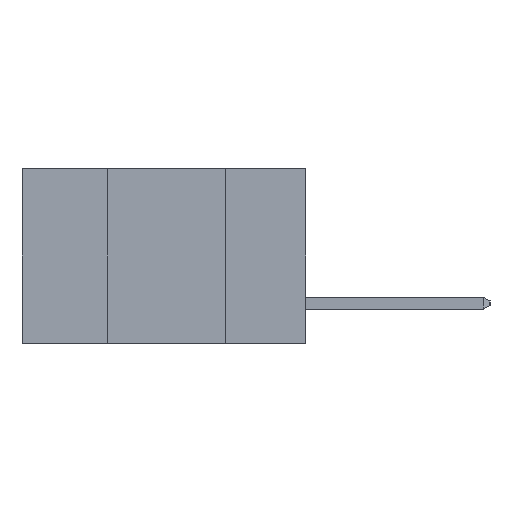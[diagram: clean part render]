
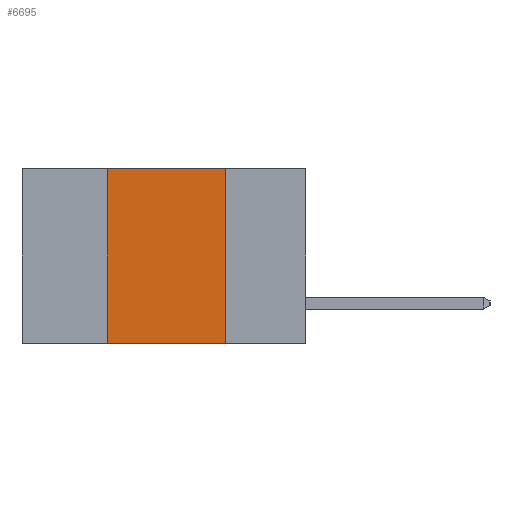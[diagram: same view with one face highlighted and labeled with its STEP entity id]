
A CAD part, left-side view. The second image highlights one B-rep face of the part: STEP entity #6695.
In plain terms, the highlighted planar face has unit normal (-1, 0, 0).
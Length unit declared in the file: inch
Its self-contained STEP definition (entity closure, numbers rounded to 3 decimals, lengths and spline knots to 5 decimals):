
#607 = LINE ( 'NONE', #4290, #5504 ) ;
#726 = CARTESIAN_POINT ( 'NONE',  ( 0., 0.17, 0. ) ) ;
#1321 = LINE ( 'NONE', #4821, #4212 ) ;
#1409 = ORIENTED_EDGE ( 'NONE', *, *, #6996, .T. ) ;
#1758 = VECTOR ( 'NONE', #3101, 39.37008 ) ;
#1847 = VERTEX_POINT ( 'NONE', #3157 ) ;
#1872 = VERTEX_POINT ( 'NONE', #8112 ) ;
#1984 = EDGE_CURVE ( 'NONE', #1847, #7790, #607, .T. ) ;
#2090 = AXIS2_PLACEMENT_3D ( 'NONE', #5111, #5075, #5063 ) ;
#2378 = ORIENTED_EDGE ( 'NONE', *, *, #6852, .F. ) ;
#2779 = ORIENTED_EDGE ( 'NONE', *, *, #1984, .F. ) ;
#3000 = CARTESIAN_POINT ( 'NONE',  ( 0., 0.6, -0.37 ) ) ;
#3101 = DIRECTION ( 'NONE',  ( 0., -1., 0. ) ) ;
#3157 = CARTESIAN_POINT ( 'NONE',  ( 0., 0.42, -0.37 ) ) ;
#3388 = LINE ( 'NONE', #3892, #5132 ) ;
#3880 = DIRECTION ( 'NONE',  ( 0., -1., 0. ) ) ;
#3892 = CARTESIAN_POINT ( 'NONE',  ( 0., 0.6, 0. ) ) ;
#4212 = VECTOR ( 'NONE', #4863, 39.37008 ) ;
#4290 = CARTESIAN_POINT ( 'NONE',  ( 0., 0.42, -0.37 ) ) ;
#4748 = VERTEX_POINT ( 'NONE', #726 ) ;
#4792 = EDGE_LOOP ( 'NONE', ( #5420, #2378, #2779, #1409 ) ) ;
#4821 = CARTESIAN_POINT ( 'NONE',  ( 0., 0.17, -0.37 ) ) ;
#4863 = DIRECTION ( 'NONE',  ( 0., 0., -1. ) ) ;
#5063 = DIRECTION ( 'NONE',  ( 0., 0., -1. ) ) ;
#5075 = DIRECTION ( 'NONE',  ( 1., 0., 0. ) ) ;
#5111 = CARTESIAN_POINT ( 'NONE',  ( 0., 0.6, 0. ) ) ;
#5129 = PLANE ( 'NONE',  #2090 ) ;
#5132 = VECTOR ( 'NONE', #3880, 39.37008 ) ;
#5420 = ORIENTED_EDGE ( 'NONE', *, *, #6728, .F. ) ;
#5504 = VECTOR ( 'NONE', #8222, 39.37008 ) ;
#6683 = LINE ( 'NONE', #3000, #1758 ) ;
#6695 = ADVANCED_FACE ( 'NONE', ( #8203 ), #5129, .F. ) ;
#6728 = EDGE_CURVE ( 'NONE', #4748, #1872, #1321, .T. ) ;
#6852 = EDGE_CURVE ( 'NONE', #7790, #4748, #3388, .T. ) ;
#6996 = EDGE_CURVE ( 'NONE', #1847, #1872, #6683, .T. ) ;
#7720 = CARTESIAN_POINT ( 'NONE',  ( 0., 0.42, 0. ) ) ;
#7790 = VERTEX_POINT ( 'NONE', #7720 ) ;
#8112 = CARTESIAN_POINT ( 'NONE',  ( 0., 0.17, -0.37 ) ) ;
#8203 = FACE_OUTER_BOUND ( 'NONE', #4792, .T. ) ;
#8222 = DIRECTION ( 'NONE',  ( 0., 0., 1. ) ) ;
